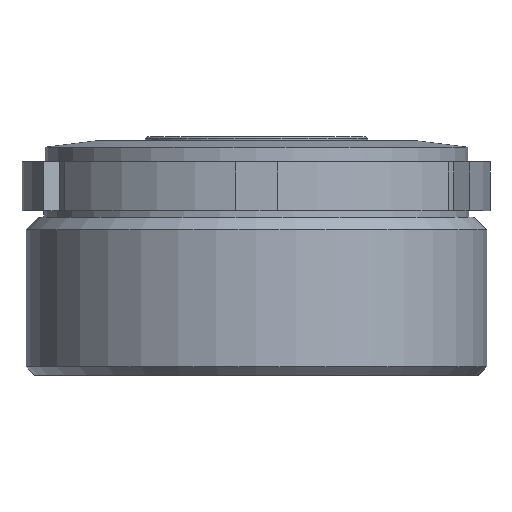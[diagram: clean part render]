
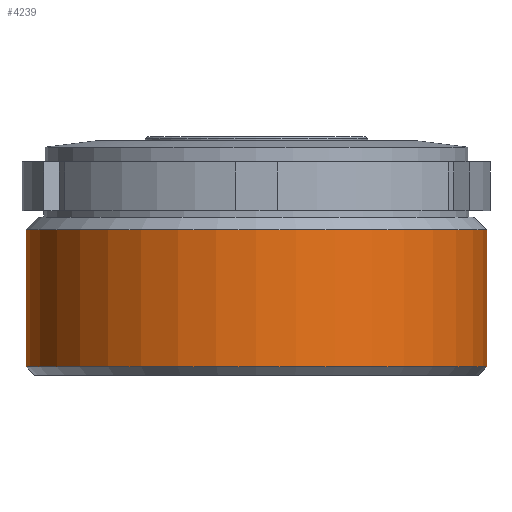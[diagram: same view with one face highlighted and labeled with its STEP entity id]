
A CAD part, front view. The second image highlights one B-rep face of the part: STEP entity #4239.
In plain terms, the highlighted cylindrical face has radius 55 mm (diameter 110 mm), a partial arc.
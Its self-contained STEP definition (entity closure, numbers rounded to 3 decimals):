
#700 = DIRECTION ( 'NONE',  ( 0., 0., -1. ) ) ;
#743 = VECTOR ( 'NONE', #700, 1000. ) ;
#747 = CARTESIAN_POINT ( 'NONE',  ( -55., 0., 37.8 ) ) ;
#748 = LINE ( 'NONE', #747, #743 ) ;
#805 = LINE ( 'NONE', #910, #908 ) ;
#907 = DIRECTION ( 'NONE',  ( 0., 0., -1. ) ) ;
#908 = VECTOR ( 'NONE', #907, 1000. ) ;
#910 = CARTESIAN_POINT ( 'NONE',  ( 55., 0., 37.8 ) ) ;
#1138 = CIRCLE ( 'NONE', #1179, 55. ) ;
#1147 = CYLINDRICAL_SURFACE ( 'NONE', #1160, 55. ) ;
#1153 = FACE_OUTER_BOUND ( 'NONE', #4252, .T. ) ;
#1157 = DIRECTION ( 'NONE',  ( -1., 0., 0. ) ) ;
#1158 = DIRECTION ( 'NONE',  ( 0., 0., -1. ) ) ;
#1159 = CARTESIAN_POINT ( 'NONE',  ( 0., 0., 37.8 ) ) ;
#1160 = AXIS2_PLACEMENT_3D ( 'NONE', #1159, #1158, #1157 ) ;
#1176 = DIRECTION ( 'NONE',  ( 1., 0., 0. ) ) ;
#1177 = DIRECTION ( 'NONE',  ( 0., 0., -1. ) ) ;
#1178 = CARTESIAN_POINT ( 'NONE',  ( 0., 0., 34.8 ) ) ;
#1179 = AXIS2_PLACEMENT_3D ( 'NONE', #1178, #1177, #1176 ) ;
#3276 = CARTESIAN_POINT ( 'NONE',  ( 55., 0., 2. ) ) ;
#3310 = CARTESIAN_POINT ( 'NONE',  ( -55., 0., 2. ) ) ;
#3330 = CARTESIAN_POINT ( 'NONE',  ( -55., 0., 34.8 ) ) ;
#3394 = DIRECTION ( 'NONE',  ( 1., 0., 0. ) ) ;
#3395 = DIRECTION ( 'NONE',  ( 0., 0., 1. ) ) ;
#3396 = CARTESIAN_POINT ( 'NONE',  ( 0., 0., 2. ) ) ;
#3397 = AXIS2_PLACEMENT_3D ( 'NONE', #3396, #3395, #3394 ) ;
#3398 = CIRCLE ( 'NONE', #3397, 55. ) ;
#3407 = CARTESIAN_POINT ( 'NONE',  ( 55., 0., 34.8 ) ) ;
#3992 = VERTEX_POINT ( 'NONE', #3276 ) ;
#4005 = VERTEX_POINT ( 'NONE', #3310 ) ;
#4031 = VERTEX_POINT ( 'NONE', #3330 ) ;
#4046 = VERTEX_POINT ( 'NONE', #3407 ) ;
#4053 = EDGE_CURVE ( 'NONE', #4005, #3992, #3398, .T. ) ;
#4127 = EDGE_CURVE ( 'NONE', #4031, #4005, #748, .T. ) ;
#4175 = EDGE_CURVE ( 'NONE', #4046, #3992, #805, .T. ) ;
#4239 = ADVANCED_FACE ( 'NONE', ( #1153 ), #1147, .T. ) ;
#4240 = ORIENTED_EDGE ( 'NONE', *, *, #4249, .T. ) ;
#4241 = ORIENTED_EDGE ( 'NONE', *, *, #4127, .T. ) ;
#4248 = ORIENTED_EDGE ( 'NONE', *, *, #4053, .T. ) ;
#4249 = EDGE_CURVE ( 'NONE', #4046, #4031, #1138, .T. ) ;
#4251 = ORIENTED_EDGE ( 'NONE', *, *, #4175, .F. ) ;
#4252 = EDGE_LOOP ( 'NONE', ( #4251, #4240, #4241, #4248 ) ) ;
